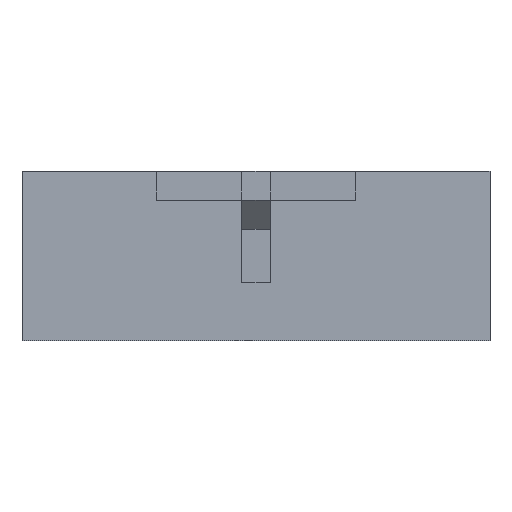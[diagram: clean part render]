
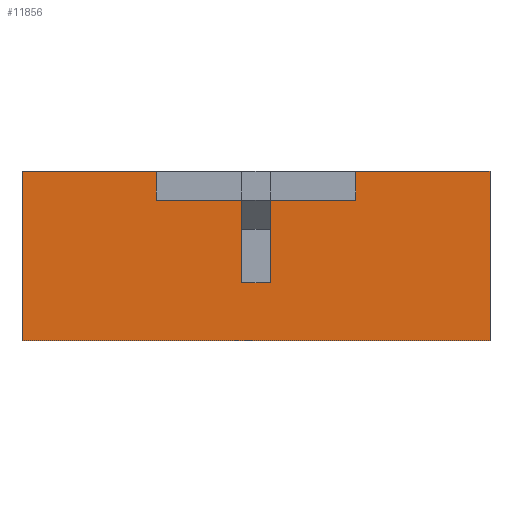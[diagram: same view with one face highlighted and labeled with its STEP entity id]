
A CAD part, left-side view. The second image highlights one B-rep face of the part: STEP entity #11856.
In plain terms, the highlighted planar face has unit normal (-1, 0, 0).
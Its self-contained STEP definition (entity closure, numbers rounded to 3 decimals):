
#2030 = VERTEX_POINT('',#2031);
#2031 = CARTESIAN_POINT('',(-19.8,-10.5,-3.8));
#2037 = EDGE_CURVE('',#2038,#2030,#2040,.T.);
#2038 = VERTEX_POINT('',#2039);
#2039 = CARTESIAN_POINT('',(-19.8,10.5,-3.8));
#2040 = LINE('',#2041,#2042);
#2041 = CARTESIAN_POINT('',(-19.8,10.5,-3.8));
#2042 = VECTOR('',#2043,1.);
#2043 = DIRECTION('',(0.,-1.,0.));
#7304 = VERTEX_POINT('',#7305);
#7305 = CARTESIAN_POINT('',(-19.8,-0.65,
    -1.2));
#7311 = EDGE_CURVE('',#7312,#7304,#7314,.T.);
#7312 = VERTEX_POINT('',#7313);
#7313 = CARTESIAN_POINT('',(-19.8,-0.65,2.5));
#7314 = LINE('',#7315,#7316);
#7315 = CARTESIAN_POINT('',(-19.8,-0.65,2.5));
#7316 = VECTOR('',#7317,1.);
#7317 = DIRECTION('',(0.,0.,-1.));
#7342 = EDGE_CURVE('',#7343,#7312,#7345,.T.);
#7343 = VERTEX_POINT('',#7344);
#7344 = CARTESIAN_POINT('',(-19.8,-4.475,2.5));
#7345 = LINE('',#7346,#7347);
#7346 = CARTESIAN_POINT('',(-19.8,-4.475,2.5));
#7347 = VECTOR('',#7348,1.);
#7348 = DIRECTION('',(0.,1.,0.));
#7421 = VERTEX_POINT('',#7422);
#7422 = CARTESIAN_POINT('',(-19.8,-4.475,
    3.8));
#7428 = EDGE_CURVE('',#7429,#7421,#7431,.T.);
#7429 = VERTEX_POINT('',#7430);
#7430 = CARTESIAN_POINT('',(-19.8,-10.5,3.8));
#7431 = LINE('',#7432,#7433);
#7432 = CARTESIAN_POINT('',(-19.8,-10.5,3.8));
#7433 = VECTOR('',#7434,1.);
#7434 = DIRECTION('',(0.,1.,0.));
#7485 = VERTEX_POINT('',#7486);
#7486 = CARTESIAN_POINT('',(-19.8,10.5,3.8));
#7492 = EDGE_CURVE('',#7493,#7485,#7495,.T.);
#7493 = VERTEX_POINT('',#7494);
#7494 = CARTESIAN_POINT('',(-19.8,4.475,
    3.8));
#7495 = LINE('',#7496,#7497);
#7496 = CARTESIAN_POINT('',(-19.8,4.475,
    3.8));
#7497 = VECTOR('',#7498,1.);
#7498 = DIRECTION('',(0.,1.,0.));
#8097 = VERTEX_POINT('',#8098);
#8098 = CARTESIAN_POINT('',(-19.8,4.475,2.5));
#8104 = EDGE_CURVE('',#8105,#8097,#8107,.T.);
#8105 = VERTEX_POINT('',#8106);
#8106 = CARTESIAN_POINT('',(-19.8,0.65,2.5));
#8107 = LINE('',#8108,#8109);
#8108 = CARTESIAN_POINT('',(-19.8,0.65,2.5));
#8109 = VECTOR('',#8110,1.);
#8110 = DIRECTION('',(0.,1.,0.));
#8127 = EDGE_CURVE('',#8097,#7493,#8128,.T.);
#8128 = LINE('',#8129,#8130);
#8129 = CARTESIAN_POINT('',(-19.8,4.475,2.5));
#8130 = VECTOR('',#8131,1.);
#8131 = DIRECTION('',(0.,0.,1.));
#11856 = ADVANCED_FACE('',(#11857),#11898,.T.);
#11857 = FACE_BOUND('',#11858,.T.);
#11858 = EDGE_LOOP('',(#11859,#11860,#11861,#11869,#11875,#11876,#11877,
    #11878,#11884,#11885,#11891,#11892));
#11859 = ORIENTED_EDGE('',*,*,#7342,.T.);
#11860 = ORIENTED_EDGE('',*,*,#7311,.T.);
#11861 = ORIENTED_EDGE('',*,*,#11862,.T.);
#11862 = EDGE_CURVE('',#7304,#11863,#11865,.T.);
#11863 = VERTEX_POINT('',#11864);
#11864 = CARTESIAN_POINT('',(-19.8,0.65,
    -1.2));
#11865 = LINE('',#11866,#11867);
#11866 = CARTESIAN_POINT('',(-19.8,-0.65,
    -1.2));
#11867 = VECTOR('',#11868,1.);
#11868 = DIRECTION('',(0.,1.,0.));
#11869 = ORIENTED_EDGE('',*,*,#11870,.T.);
#11870 = EDGE_CURVE('',#11863,#8105,#11871,.T.);
#11871 = LINE('',#11872,#11873);
#11872 = CARTESIAN_POINT('',(-19.8,0.65,
    -1.2));
#11873 = VECTOR('',#11874,1.);
#11874 = DIRECTION('',(0.,0.,1.));
#11875 = ORIENTED_EDGE('',*,*,#8104,.T.);
#11876 = ORIENTED_EDGE('',*,*,#8127,.T.);
#11877 = ORIENTED_EDGE('',*,*,#7492,.T.);
#11878 = ORIENTED_EDGE('',*,*,#11879,.T.);
#11879 = EDGE_CURVE('',#7485,#2038,#11880,.T.);
#11880 = LINE('',#11881,#11882);
#11881 = CARTESIAN_POINT('',(-19.8,10.5,3.8));
#11882 = VECTOR('',#11883,1.);
#11883 = DIRECTION('',(0.,0.,-1.));
#11884 = ORIENTED_EDGE('',*,*,#2037,.T.);
#11885 = ORIENTED_EDGE('',*,*,#11886,.T.);
#11886 = EDGE_CURVE('',#2030,#7429,#11887,.T.);
#11887 = LINE('',#11888,#11889);
#11888 = CARTESIAN_POINT('',(-19.8,-10.5,-3.8));
#11889 = VECTOR('',#11890,1.);
#11890 = DIRECTION('',(0.,0.,1.));
#11891 = ORIENTED_EDGE('',*,*,#7428,.T.);
#11892 = ORIENTED_EDGE('',*,*,#11893,.T.);
#11893 = EDGE_CURVE('',#7421,#7343,#11894,.T.);
#11894 = LINE('',#11895,#11896);
#11895 = CARTESIAN_POINT('',(-19.8,-4.475,
    3.8));
#11896 = VECTOR('',#11897,1.);
#11897 = DIRECTION('',(0.,0.,-1.));
#11898 = PLANE('',#11899);
#11899 = AXIS2_PLACEMENT_3D('',#11900,#11901,#11902);
#11900 = CARTESIAN_POINT('',(-19.8,0.,-0.051));
#11901 = DIRECTION('',(-1.,-0.,-0.));
#11902 = DIRECTION('',(0.,0.,-1.));
